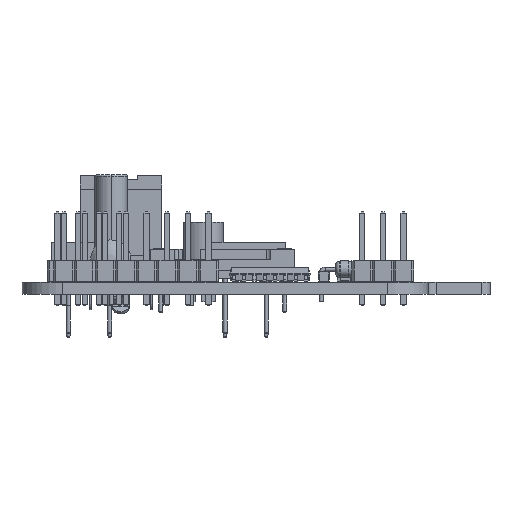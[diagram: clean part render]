
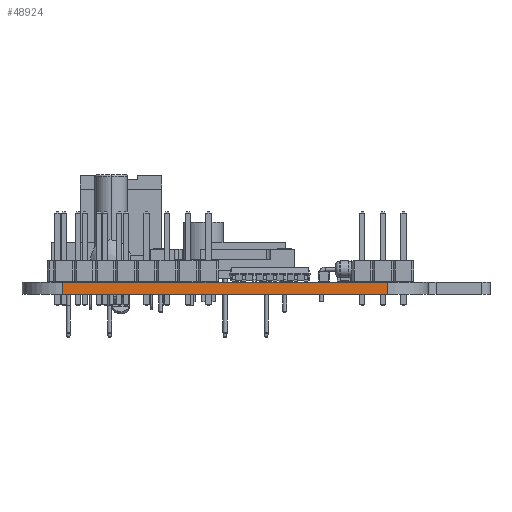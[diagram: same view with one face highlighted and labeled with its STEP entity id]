
A CAD part, left-side view. The second image highlights one B-rep face of the part: STEP entity #48924.
In plain terms, the highlighted planar face has unit normal (-1, 0, 0).
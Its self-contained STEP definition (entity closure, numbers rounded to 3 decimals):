
#46549 = VERTEX_POINT('',#46550);
#46550 = CARTESIAN_POINT('',(89.746,-75.321,0.));
#46557 = EDGE_CURVE('',#46558,#46549,#46560,.T.);
#46558 = VERTEX_POINT('',#46559);
#46559 = CARTESIAN_POINT('',(89.746,-115.321,0.));
#46560 = LINE('',#46561,#46562);
#46561 = CARTESIAN_POINT('',(89.746,-115.321,0.));
#46562 = VECTOR('',#46563,1.);
#46563 = DIRECTION('',(0.,1.,0.));
#47723 = VERTEX_POINT('',#47724);
#47724 = CARTESIAN_POINT('',(89.746,-75.321,1.51));
#47731 = EDGE_CURVE('',#47732,#47723,#47734,.T.);
#47732 = VERTEX_POINT('',#47733);
#47733 = CARTESIAN_POINT('',(89.746,-115.321,1.51));
#47734 = LINE('',#47735,#47736);
#47735 = CARTESIAN_POINT('',(89.746,-115.321,1.51));
#47736 = VECTOR('',#47737,1.);
#47737 = DIRECTION('',(0.,1.,0.));
#48894 = EDGE_CURVE('',#46549,#47723,#48895,.T.);
#48895 = LINE('',#48896,#48897);
#48896 = CARTESIAN_POINT('',(89.746,-75.321,0.));
#48897 = VECTOR('',#48898,1.);
#48898 = DIRECTION('',(0.,0.,1.));
#48924 = ADVANCED_FACE('',(#48925),#48936,.T.);
#48925 = FACE_BOUND('',#48926,.T.);
#48926 = EDGE_LOOP('',(#48927,#48933,#48934,#48935));
#48927 = ORIENTED_EDGE('',*,*,#48928,.T.);
#48928 = EDGE_CURVE('',#46558,#47732,#48929,.T.);
#48929 = LINE('',#48930,#48931);
#48930 = CARTESIAN_POINT('',(89.746,-115.321,0.));
#48931 = VECTOR('',#48932,1.);
#48932 = DIRECTION('',(0.,0.,1.));
#48933 = ORIENTED_EDGE('',*,*,#47731,.T.);
#48934 = ORIENTED_EDGE('',*,*,#48894,.F.);
#48935 = ORIENTED_EDGE('',*,*,#46557,.F.);
#48936 = PLANE('',#48937);
#48937 = AXIS2_PLACEMENT_3D('',#48938,#48939,#48940);
#48938 = CARTESIAN_POINT('',(89.746,-115.321,0.));
#48939 = DIRECTION('',(-1.,0.,0.));
#48940 = DIRECTION('',(0.,1.,0.));
